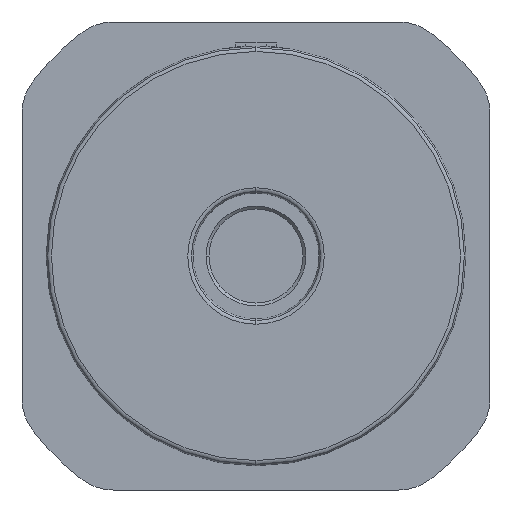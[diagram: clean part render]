
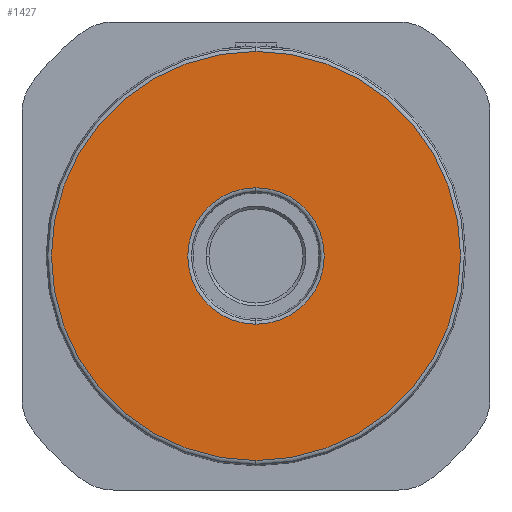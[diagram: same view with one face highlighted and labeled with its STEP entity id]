
A CAD part, front view. The second image highlights one B-rep face of the part: STEP entity #1427.
In plain terms, the highlighted planar face has unit normal (0, -1, 0).
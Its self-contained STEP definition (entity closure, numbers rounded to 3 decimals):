
#259=CARTESIAN_POINT('',(2107.221,283.149,0.));
#260=DIRECTION('',(0.,-1.,0.));
#261=DIRECTION('',(1.,0.,0.));
#262=AXIS2_PLACEMENT_3D('',#259,#260,#261);
#264=CARTESIAN_POINT('',(2107.221,283.149,0.));
#265=DIRECTION('',(0.,-1.,0.));
#266=DIRECTION('',(0.,0.,-1.));
#267=AXIS2_PLACEMENT_3D('',#264,#265,#266);
#269=CARTESIAN_POINT('',(2107.221,283.149,0.));
#270=DIRECTION('',(0.,-1.,0.));
#271=DIRECTION('',(0.,0.,1.));
#272=AXIS2_PLACEMENT_3D('',#269,#270,#271);
#274=CARTESIAN_POINT('',(2107.221,283.149,0.));
#275=DIRECTION('',(0.,1.,0.));
#276=DIRECTION('',(1.,0.,0.));
#277=AXIS2_PLACEMENT_3D('',#274,#275,#276);
#279=CARTESIAN_POINT('',(2107.221,283.149,0.));
#280=DIRECTION('',(0.,1.,0.));
#281=DIRECTION('',(0.,0.,1.));
#282=AXIS2_PLACEMENT_3D('',#279,#280,#281);
#284=CARTESIAN_POINT('',(2107.221,283.149,0.));
#285=DIRECTION('',(0.,1.,0.));
#286=DIRECTION('',(-1.,0.,0.));
#287=AXIS2_PLACEMENT_3D('',#284,#285,#286);
#289=CARTESIAN_POINT('',(2107.221,283.149,0.));
#290=DIRECTION('',(0.,1.,0.));
#291=DIRECTION('',(0.,0.,-1.));
#292=AXIS2_PLACEMENT_3D('',#289,#290,#291);
#1041=CARTESIAN_POINT('',(2107.221,283.149,-6.5));
#1042=VERTEX_POINT('',#1041);
#1043=CARTESIAN_POINT('',(2107.221,283.149,6.5));
#1044=VERTEX_POINT('',#1043);
#1045=CARTESIAN_POINT('',(2113.721,283.149,0.));
#1046=VERTEX_POINT('',#1045);
#1047=CARTESIAN_POINT('',(2100.721,283.149,0.));
#1048=VERTEX_POINT('',#1047);
#1049=CARTESIAN_POINT('',(2107.221,283.149,19.5));
#1051=VERTEX_POINT('',#1049);
#1055=CARTESIAN_POINT('',(2107.221,283.149,-19.5));
#1056=VERTEX_POINT('',#1055);
#1061=CARTESIAN_POINT('',(2126.721,283.149,0.));
#1062=VERTEX_POINT('',#1061);
#1406=CARTESIAN_POINT('',(2120.221,283.149,0.));
#1407=DIRECTION('',(0.,-1.,0.));
#1408=DIRECTION('',(0.,0.,-1.));
#1409=AXIS2_PLACEMENT_3D('',#1406,#1407,#1408);
#1410=PLANE('',#1409);
#1412=ORIENTED_EDGE('',*,*,#1411,.F.);
#1414=ORIENTED_EDGE('',*,*,#1413,.F.);
#1416=ORIENTED_EDGE('',*,*,#1415,.F.);
#1417=EDGE_LOOP('',(#1412,#1414,#1416));
#1418=FACE_OUTER_BOUND('',#1417,.F.);
#1420=ORIENTED_EDGE('',*,*,#1419,.F.);
#1422=ORIENTED_EDGE('',*,*,#1421,.F.);
#1423=ORIENTED_EDGE('',*,*,#1394,.F.);
#1424=ORIENTED_EDGE('',*,*,#1401,.F.);
#1425=EDGE_LOOP('',(#1420,#1422,#1423,#1424));
#1426=FACE_BOUND('',#1425,.F.);
#263=CIRCLE('',#262,19.5);
#268=CIRCLE('',#267,19.5);
#273=CIRCLE('',#272,19.5);
#278=CIRCLE('',#277,6.5);
#283=CIRCLE('',#282,6.5);
#288=CIRCLE('',#287,6.5);
#293=CIRCLE('',#292,6.5);
#1394=EDGE_CURVE('',#1048,#1044,#288,.T.);
#1401=EDGE_CURVE('',#1042,#1048,#293,.T.);
#1411=EDGE_CURVE('',#1062,#1051,#263,.T.);
#1413=EDGE_CURVE('',#1056,#1062,#268,.T.);
#1415=EDGE_CURVE('',#1051,#1056,#273,.T.);
#1419=EDGE_CURVE('',#1046,#1042,#278,.T.);
#1421=EDGE_CURVE('',#1044,#1046,#283,.T.);
#1427=ADVANCED_FACE('',(#1418,#1426),#1410,.T.);
